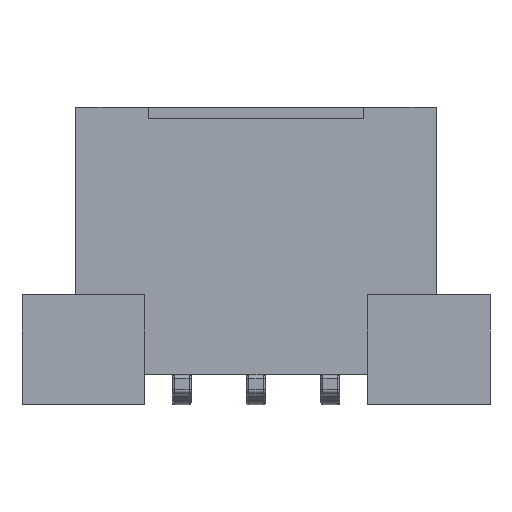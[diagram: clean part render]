
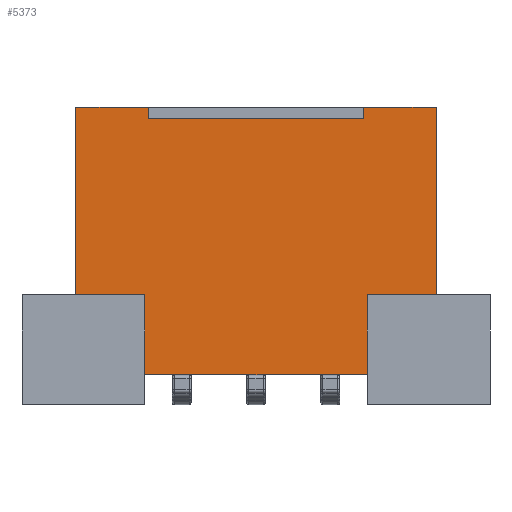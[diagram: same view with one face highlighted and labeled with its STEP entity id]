
A CAD part, front view. The second image highlights one B-rep face of the part: STEP entity #5373.
In plain terms, the highlighted planar face has unit normal (0, -1, 0).
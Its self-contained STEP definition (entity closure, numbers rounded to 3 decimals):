
#925 = LINE ( 'NONE', #31366, #24067 ) ;
#992 = DIRECTION ( 'NONE',  ( 0., 0., -1. ) ) ;
#1422 = DIRECTION ( 'NONE',  ( 0., 0., -1. ) ) ;
#1687 = VERTEX_POINT ( 'NONE', #13795 ) ;
#2130 = CARTESIAN_POINT ( 'NONE',  ( -2.85, -3.3, 2.96 ) ) ;
#2180 = ORIENTED_EDGE ( 'NONE', *, *, #23489, .T. ) ;
#2235 = EDGE_CURVE ( 'NONE', #25018, #27544, #31266, .T. ) ;
#2957 = DIRECTION ( 'NONE',  ( 0., 0., -1. ) ) ;
#3240 = ORIENTED_EDGE ( 'NONE', *, *, #2235, .F. ) ;
#3545 = VECTOR ( 'NONE', #26982, 1000. ) ;
#3837 = ORIENTED_EDGE ( 'NONE', *, *, #30871, .F. ) ;
#4716 = DIRECTION ( 'NONE',  ( -1., 0., 0. ) ) ;
#4802 = VECTOR ( 'NONE', #22286, 1000. ) ;
#5373 = ADVANCED_FACE ( 'NONE', ( #28070 ), #15501, .F. ) ;
#5581 = CARTESIAN_POINT ( 'NONE',  ( 6.85, -3.3, 2.96 ) ) ;
#5824 = CARTESIAN_POINT ( 'NONE',  ( 5., -3.3, 2.96 ) ) ;
#6206 = DIRECTION ( 'NONE',  ( 0., 0., 1. ) ) ;
#6217 = CARTESIAN_POINT ( 'NONE',  ( -1., -3.3, 7.71 ) ) ;
#6261 = VERTEX_POINT ( 'NONE', #10987 ) ;
#6315 = VERTEX_POINT ( 'NONE', #8545 ) ;
#6463 = EDGE_CURVE ( 'NONE', #25909, #23358, #10471, .T. ) ;
#7039 = CARTESIAN_POINT ( 'NONE',  ( 6.85, -3.3, 0.81 ) ) ;
#7640 = LINE ( 'NONE', #25108, #15653 ) ;
#7659 = EDGE_CURVE ( 'NONE', #8515, #24050, #24037, .T. ) ;
#8515 = VERTEX_POINT ( 'NONE', #24709 ) ;
#8545 = CARTESIAN_POINT ( 'NONE',  ( 6.85, -3.3, 8.01 ) ) ;
#8588 = EDGE_CURVE ( 'NONE', #23693, #25018, #29575, .T. ) ;
#9642 = VECTOR ( 'NONE', #992, 1000. ) ;
#10130 = CARTESIAN_POINT ( 'NONE',  ( -0.9, -3.3, 8.01 ) ) ;
#10471 = LINE ( 'NONE', #13598, #28087 ) ;
#10568 = VECTOR ( 'NONE', #30547, 1000. ) ;
#10854 = CARTESIAN_POINT ( 'NONE',  ( 6.85, -3.3, 2.96 ) ) ;
#10987 = CARTESIAN_POINT ( 'NONE',  ( -0.9, -3.3, 7.71 ) ) ;
#11096 = CARTESIAN_POINT ( 'NONE',  ( 5., -3.3, 7.71 ) ) ;
#11691 = AXIS2_PLACEMENT_3D ( 'NONE', #5581, #25575, #23068 ) ;
#12094 = CARTESIAN_POINT ( 'NONE',  ( 4.9, -3.3, 7.71 ) ) ;
#12179 = ORIENTED_EDGE ( 'NONE', *, *, #7659, .T. ) ;
#12967 = ORIENTED_EDGE ( 'NONE', *, *, #16166, .F. ) ;
#13200 = ORIENTED_EDGE ( 'NONE', *, *, #17589, .F. ) ;
#13598 = CARTESIAN_POINT ( 'NONE',  ( 4.9, -3.3, 8.01 ) ) ;
#13795 = CARTESIAN_POINT ( 'NONE',  ( -2.85, -3.3, 2.96 ) ) ;
#14112 = CARTESIAN_POINT ( 'NONE',  ( -1., -3.3, 0.81 ) ) ;
#14757 = LINE ( 'NONE', #24798, #29781 ) ;
#14806 = VECTOR ( 'NONE', #16238, 1000. ) ;
#15501 = PLANE ( 'NONE',  #11691 ) ;
#15653 = VECTOR ( 'NONE', #2957, 1000. ) ;
#15905 = EDGE_CURVE ( 'NONE', #23693, #6315, #925, .T. ) ;
#15984 = ORIENTED_EDGE ( 'NONE', *, *, #15905, .T. ) ;
#16166 = EDGE_CURVE ( 'NONE', #21614, #6261, #7640, .T. ) ;
#16238 = DIRECTION ( 'NONE',  ( -1., 0., 0. ) ) ;
#16856 = LINE ( 'NONE', #2130, #4802 ) ;
#16950 = LINE ( 'NONE', #7039, #3545 ) ;
#17589 = EDGE_CURVE ( 'NONE', #27544, #24050, #16950, .T. ) ;
#18503 = CARTESIAN_POINT ( 'NONE',  ( -2.85, -3.3, 8.01 ) ) ;
#18562 = DIRECTION ( 'NONE',  ( 1., 0., 0. ) ) ;
#19073 = EDGE_CURVE ( 'NONE', #6315, #25909, #31023, .T. ) ;
#19083 = ORIENTED_EDGE ( 'NONE', *, *, #6463, .T. ) ;
#19630 = ORIENTED_EDGE ( 'NONE', *, *, #24228, .F. ) ;
#19963 = CARTESIAN_POINT ( 'NONE',  ( 6.85, -3.3, 2.96 ) ) ;
#19999 = EDGE_CURVE ( 'NONE', #8515, #1687, #16856, .T. ) ;
#20185 = ORIENTED_EDGE ( 'NONE', *, *, #19999, .F. ) ;
#20678 = ORIENTED_EDGE ( 'NONE', *, *, #8588, .F. ) ;
#20968 = CARTESIAN_POINT ( 'NONE',  ( 5., -3.3, 7.71 ) ) ;
#21021 = DIRECTION ( 'NONE',  ( 0., 0., -1. ) ) ;
#21207 = VECTOR ( 'NONE', #18562, 1000. ) ;
#21212 = ORIENTED_EDGE ( 'NONE', *, *, #19073, .T. ) ;
#21614 = VERTEX_POINT ( 'NONE', #10130 ) ;
#21835 = VECTOR ( 'NONE', #1422, 1000. ) ;
#22286 = DIRECTION ( 'NONE',  ( -1., 0., 0. ) ) ;
#22478 = VECTOR ( 'NONE', #4716, 1000. ) ;
#22651 = DIRECTION ( 'NONE',  ( 0., 0., 1. ) ) ;
#23068 = DIRECTION ( 'NONE',  ( -1., 0., 0. ) ) ;
#23197 = CARTESIAN_POINT ( 'NONE',  ( 4.9, -3.3, 8.01 ) ) ;
#23358 = VERTEX_POINT ( 'NONE', #12094 ) ;
#23489 = EDGE_CURVE ( 'NONE', #21614, #29504, #28815, .T. ) ;
#23693 = VERTEX_POINT ( 'NONE', #10854 ) ;
#24037 = LINE ( 'NONE', #6217, #21835 ) ;
#24050 = VERTEX_POINT ( 'NONE', #14112 ) ;
#24067 = VECTOR ( 'NONE', #6206, 1000. ) ;
#24228 = EDGE_CURVE ( 'NONE', #6261, #23358, #31302, .T. ) ;
#24709 = CARTESIAN_POINT ( 'NONE',  ( -1., -3.3, 2.96 ) ) ;
#24798 = CARTESIAN_POINT ( 'NONE',  ( -2.85, -3.3, 2.96 ) ) ;
#25018 = VERTEX_POINT ( 'NONE', #5824 ) ;
#25108 = CARTESIAN_POINT ( 'NONE',  ( -0.9, -3.3, 8.01 ) ) ;
#25326 = CARTESIAN_POINT ( 'NONE',  ( 5., -3.3, 0.81 ) ) ;
#25575 = DIRECTION ( 'NONE',  ( 0., 1., 0. ) ) ;
#25688 = CARTESIAN_POINT ( 'NONE',  ( 6.85, -3.3, 8.01 ) ) ;
#25909 = VERTEX_POINT ( 'NONE', #23197 ) ;
#26594 = CARTESIAN_POINT ( 'NONE',  ( -2.85, -3.3, 8.01 ) ) ;
#26982 = DIRECTION ( 'NONE',  ( -1., 0., 0. ) ) ;
#27544 = VERTEX_POINT ( 'NONE', #25326 ) ;
#28070 = FACE_OUTER_BOUND ( 'NONE', #31125, .T. ) ;
#28087 = VECTOR ( 'NONE', #21021, 1000. ) ;
#28815 = LINE ( 'NONE', #26594, #14806 ) ;
#29504 = VERTEX_POINT ( 'NONE', #18503 ) ;
#29575 = LINE ( 'NONE', #19963, #22478 ) ;
#29781 = VECTOR ( 'NONE', #22651, 1000. ) ;
#30547 = DIRECTION ( 'NONE',  ( -1., 0., 0. ) ) ;
#30871 = EDGE_CURVE ( 'NONE', #1687, #29504, #14757, .T. ) ;
#31023 = LINE ( 'NONE', #25688, #10568 ) ;
#31125 = EDGE_LOOP ( 'NONE', ( #13200, #3240, #20678, #15984, #21212, #19083, #19630, #12967, #2180, #3837, #20185, #12179 ) ) ;
#31266 = LINE ( 'NONE', #20968, #9642 ) ;
#31302 = LINE ( 'NONE', #11096, #21207 ) ;
#31366 = CARTESIAN_POINT ( 'NONE',  ( 6.85, -3.3, 2.96 ) ) ;
